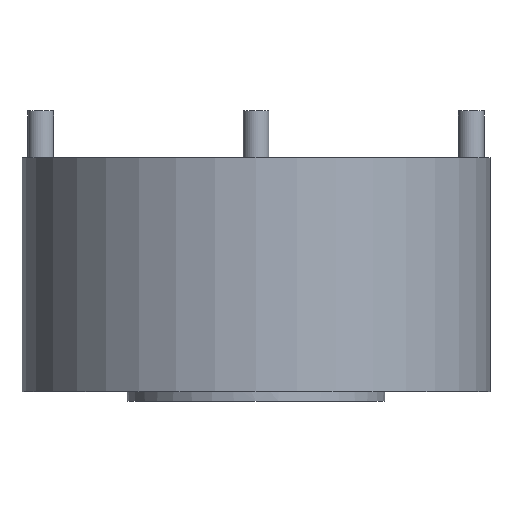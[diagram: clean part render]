
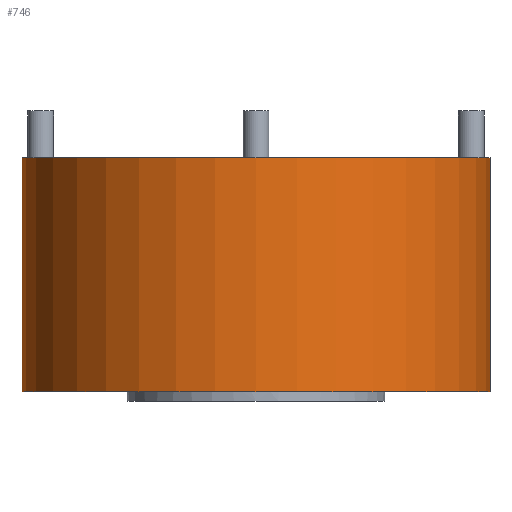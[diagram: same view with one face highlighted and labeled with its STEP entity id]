
A CAD part, front view. The second image highlights one B-rep face of the part: STEP entity #746.
In plain terms, the highlighted cylindrical face has radius 50 mm (diameter 100 mm), a full revolution.
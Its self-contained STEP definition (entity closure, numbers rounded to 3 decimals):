
#427=CARTESIAN_POINT('',(747.,200.,-0.));
#428=VERTEX_POINT('',#427);
#429=CARTESIAN_POINT('',(647.,200.,-0.));
#430=VERTEX_POINT('',#429);
#431=CARTESIAN_POINT('',(697.,200.,-0.));
#432=DIRECTION('',(0.,0.,-1.));
#433=DIRECTION('',(-1.,0.,-0.));
#434=AXIS2_PLACEMENT_3D('',#431,#432,#433);
#435=CIRCLE('',#434,50.);
#436=EDGE_CURVE('',#428,#430,#435,.T.);
#438=CARTESIAN_POINT('',(697.,200.,-0.));
#439=DIRECTION('',(0.,0.,-1.));
#440=DIRECTION('',(-1.,0.,-0.));
#441=AXIS2_PLACEMENT_3D('',#438,#439,#440);
#442=CIRCLE('',#441,50.);
#443=EDGE_CURVE('',#430,#428,#442,.T.);
#712=CARTESIAN_POINT('',(697.,200.,-50.));
#713=DIRECTION('',(-0.,0.,1.));
#714=DIRECTION('',(1.,0.,0.));
#715=AXIS2_PLACEMENT_3D('',#712,#713,#714);
#716=CYLINDRICAL_SURFACE('',#715,50.);
#717=CARTESIAN_POINT('',(747.,200.,-50.));
#718=VERTEX_POINT('',#717);
#719=CARTESIAN_POINT('',(747.,200.,-0.));
#720=DIRECTION('',(0.,-0.,-1.));
#721=VECTOR('',#720,50.);
#722=LINE('',#719,#721);
#723=EDGE_CURVE('',#428,#718,#722,.T.);
#724=ORIENTED_EDGE('',*,*,#723,.T.);
#725=CARTESIAN_POINT('',(647.,200.,-50.));
#726=VERTEX_POINT('',#725);
#727=CARTESIAN_POINT('',(697.,200.,-50.));
#728=DIRECTION('',(0.,0.,-1.));
#729=DIRECTION('',(-1.,0.,-0.));
#730=AXIS2_PLACEMENT_3D('',#727,#728,#729);
#731=CIRCLE('',#730,50.);
#732=EDGE_CURVE('',#726,#718,#731,.T.);
#733=ORIENTED_EDGE('',*,*,#732,.F.);
#734=CARTESIAN_POINT('',(697.,200.,-50.));
#735=DIRECTION('',(0.,0.,-1.));
#736=DIRECTION('',(-1.,0.,-0.));
#737=AXIS2_PLACEMENT_3D('',#734,#735,#736);
#738=CIRCLE('',#737,50.);
#739=EDGE_CURVE('',#718,#726,#738,.T.);
#740=ORIENTED_EDGE('',*,*,#739,.F.);
#741=ORIENTED_EDGE('',*,*,#723,.F.);
#742=ORIENTED_EDGE('',*,*,#436,.T.);
#743=ORIENTED_EDGE('',*,*,#443,.T.);
#744=EDGE_LOOP('',(#724,#733,#740,#741,#742,#743));
#745=FACE_BOUND('',#744,.T.);
#746=ADVANCED_FACE('',(#745),#716,.T.);
